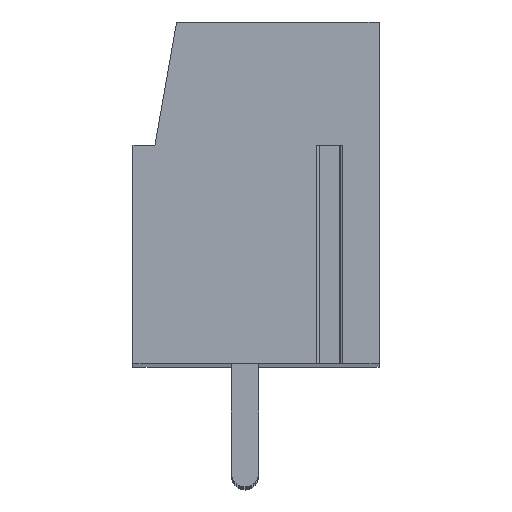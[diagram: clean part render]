
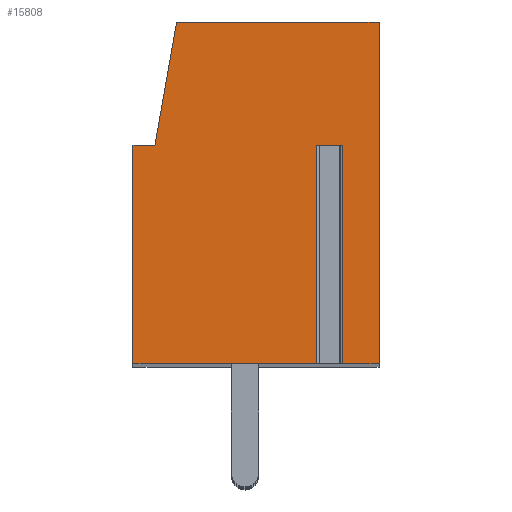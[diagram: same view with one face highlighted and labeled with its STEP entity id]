
A CAD part, top view. The second image highlights one B-rep face of the part: STEP entity #15808.
In plain terms, the highlighted planar face has unit normal (0, 0, 1).
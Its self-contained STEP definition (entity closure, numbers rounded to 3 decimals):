
#389=DIRECTION('',(-1.,0.,0.));
#390=VECTOR('',#389,0.958);
#391=CARTESIAN_POINT('',(3.179,1.75,67.5));
#392=LINE('',#391,#390);
#393=DIRECTION('',(0.,-1.,0.));
#394=VECTOR('',#393,8.);
#395=CARTESIAN_POINT('',(2.221,1.75,67.5));
#396=LINE('',#395,#394);
#397=DIRECTION('',(1.,0.,0.));
#398=VECTOR('',#397,6.721);
#399=CARTESIAN_POINT('',(-4.5,-6.25,67.5));
#400=LINE('',#399,#398);
#401=DIRECTION('',(0.,-1.,0.));
#402=VECTOR('',#401,8.);
#403=CARTESIAN_POINT('',(-4.5,1.75,67.5));
#404=LINE('',#403,#402);
#405=DIRECTION('',(-1.,0.,0.));
#406=VECTOR('',#405,0.8);
#407=CARTESIAN_POINT('',(-3.7,1.75,67.5));
#408=LINE('',#407,#406);
#409=DIRECTION('',(-0.174,-0.985,0.));
#410=VECTOR('',#409,4.569);
#411=CARTESIAN_POINT('',(-2.907,6.25,67.5));
#412=LINE('',#411,#410);
#413=DIRECTION('',(-1.,0.,0.));
#414=VECTOR('',#413,7.407);
#415=CARTESIAN_POINT('',(4.5,6.25,67.5));
#416=LINE('',#415,#414);
#417=DIRECTION('',(0.,1.,0.));
#418=VECTOR('',#417,12.5);
#419=CARTESIAN_POINT('',(4.5,-6.25,67.5));
#420=LINE('',#419,#418);
#421=DIRECTION('',(1.,0.,0.));
#422=VECTOR('',#421,1.321);
#423=CARTESIAN_POINT('',(3.179,-6.25,67.5));
#424=LINE('',#423,#422);
#425=DIRECTION('',(0.,-1.,0.));
#426=VECTOR('',#425,8.);
#427=CARTESIAN_POINT('',(3.179,1.75,67.5));
#428=LINE('',#427,#426);
#12135=CARTESIAN_POINT('',(4.5,-6.25,67.5));
#12136=CARTESIAN_POINT('',(4.5,6.25,67.5));
#12137=VERTEX_POINT('',#12135);
#12138=VERTEX_POINT('',#12136);
#12139=CARTESIAN_POINT('',(-2.907,6.25,67.5));
#12140=VERTEX_POINT('',#12139);
#12141=CARTESIAN_POINT('',(-3.7,1.75,67.5));
#12142=VERTEX_POINT('',#12141);
#12143=CARTESIAN_POINT('',(-4.5,1.75,67.5));
#12144=VERTEX_POINT('',#12143);
#12145=CARTESIAN_POINT('',(-4.5,-6.25,67.5));
#12146=VERTEX_POINT('',#12145);
#12191=CARTESIAN_POINT('',(3.179,1.75,67.5));
#12192=CARTESIAN_POINT('',(2.221,1.75,67.5));
#12193=VERTEX_POINT('',#12191);
#12194=VERTEX_POINT('',#12192);
#12195=CARTESIAN_POINT('',(3.179,-6.25,67.5));
#12196=VERTEX_POINT('',#12195);
#12197=CARTESIAN_POINT('',(2.221,-6.25,67.5));
#12198=VERTEX_POINT('',#12197);
#15784=CARTESIAN_POINT('',(0.,0.,67.5));
#15785=DIRECTION('',(0.,0.,1.));
#15786=DIRECTION('',(1.,0.,0.));
#15787=AXIS2_PLACEMENT_3D('',#15784,#15785,#15786);
#15788=PLANE('',#15787);
#15790=ORIENTED_EDGE('',*,*,#15789,.T.);
#15791=ORIENTED_EDGE('',*,*,#15775,.T.);
#15792=ORIENTED_EDGE('',*,*,#15576,.F.);
#15794=ORIENTED_EDGE('',*,*,#15793,.F.);
#15796=ORIENTED_EDGE('',*,*,#15795,.F.);
#15798=ORIENTED_EDGE('',*,*,#15797,.F.);
#15800=ORIENTED_EDGE('',*,*,#15799,.F.);
#15802=ORIENTED_EDGE('',*,*,#15801,.F.);
#15803=ORIENTED_EDGE('',*,*,#15555,.F.);
#15805=ORIENTED_EDGE('',*,*,#15804,.F.);
#15806=EDGE_LOOP('',(#15790,#15791,#15792,#15794,#15796,#15798,#15800,#15802,
#15803,#15805));
#15807=FACE_OUTER_BOUND('',#15806,.F.);
#15555=EDGE_CURVE('',#12196,#12137,#424,.T.);
#15576=EDGE_CURVE('',#12146,#12198,#400,.T.);
#15775=EDGE_CURVE('',#12194,#12198,#396,.T.);
#15789=EDGE_CURVE('',#12193,#12194,#392,.T.);
#15793=EDGE_CURVE('',#12144,#12146,#404,.T.);
#15795=EDGE_CURVE('',#12142,#12144,#408,.T.);
#15797=EDGE_CURVE('',#12140,#12142,#412,.T.);
#15799=EDGE_CURVE('',#12138,#12140,#416,.T.);
#15801=EDGE_CURVE('',#12137,#12138,#420,.T.);
#15804=EDGE_CURVE('',#12193,#12196,#428,.T.);
#15808=ADVANCED_FACE('',(#15807),#15788,.T.);
